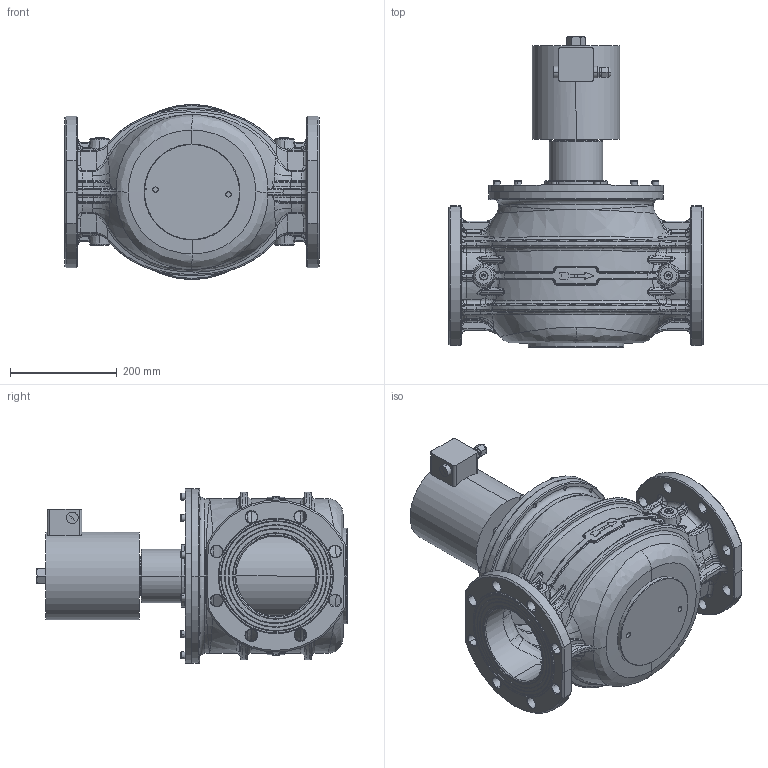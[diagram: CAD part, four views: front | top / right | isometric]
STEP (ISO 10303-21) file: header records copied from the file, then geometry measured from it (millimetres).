
FILE_DESCRIPTION((''),'2;1');
FILE_NAME('EVP12_ASM','2015-01-22T',('Utente'),(''),'PRO/ENGINEER BY PARAMETRIC TECHNOLOGY CORPORATION, 2012130','PRO/ENGINEER BY PARAMETRIC TECHNOLOGY CORPORATION, 2012130','');
FILE_SCHEMA(('CONFIG_CONTROL_DESIGN'));
Products named in the file (14): CO-2161_1; TA-1500; CP-2940; PR-1500; GU-1236; AL-0300; GU-1290; GR-0025; GUAINA150_ASM; CELONIDEBODYDN100; NUT; VITIM8; TP-100; EVP12_ASM
Assembly tree (25 placements, depth 3):
  EVP12_ASM
    CO-2161_1
    TA-1500
    CP-2940
    GUAINA150_ASM
      PR-1500
      GU-1236
      AL-0300
      GU-1290
      GR-0025
    CELONIDEBODYDN100
    NUT
    VITIM8  x12
    TP-100  x2
Bounding box: 480 x 582.2 x 328 mm (x, y, z)
Volume: 12578543.4 mm3; surface area: 1886962.2 mm2
Topology: 24 solids, 36 shells, 2308 faces, 5416 edges, 3207 vertices
Faces by surface type: bspline 796, plane 612, cylinder 559, cone 232, torus 83, extrusion 24, sphere 2
Entity records: 95881 total; most frequent: CARTESIAN_POINT 55748, ORIENTED_EDGE 9272, DIRECTION 6989, EDGE_CURVE 4660, AXIS2_PLACEMENT_3D 2872, VERTEX_POINT 2770, EDGE_LOOP 2080, FACE_OUTER_BOUND 1945
